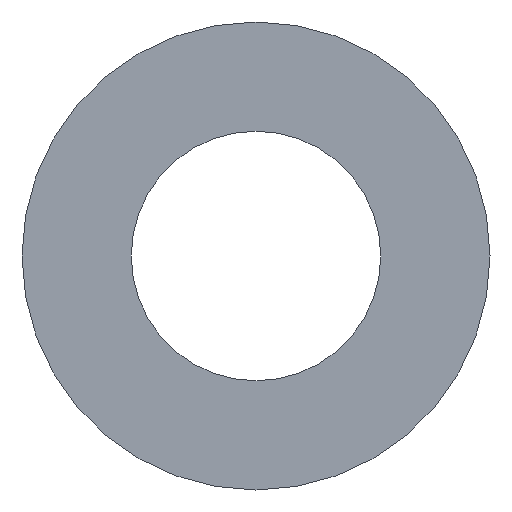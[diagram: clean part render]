
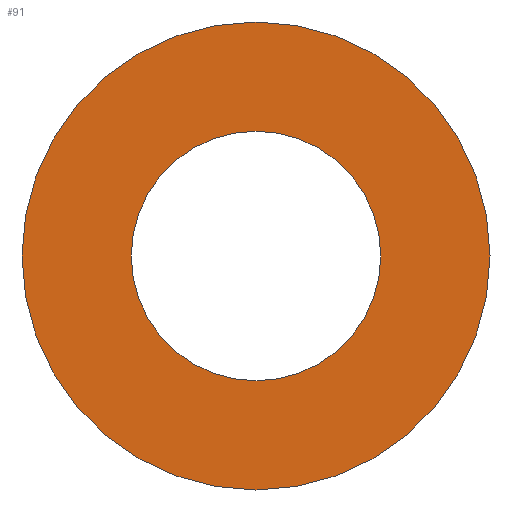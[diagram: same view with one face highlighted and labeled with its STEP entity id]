
A CAD part, left-side view. The second image highlights one B-rep face of the part: STEP entity #91.
In plain terms, the highlighted planar face has unit normal (-1, 0, 0).
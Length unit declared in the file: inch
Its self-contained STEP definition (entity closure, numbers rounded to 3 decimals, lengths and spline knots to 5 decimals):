
#2 = CARTESIAN_POINT ( 'NONE',  ( 0., 0., -0.25 ) ) ;
#20 = DIRECTION ( 'NONE',  ( 0., 0., -1. ) ) ;
#21 = DIRECTION ( 'NONE',  ( 1., 0., 0. ) ) ;
#22 = CARTESIAN_POINT ( 'NONE',  ( 0., 0., 0. ) ) ;
#23 = AXIS2_PLACEMENT_3D ( 'NONE', #22, #21, #20 ) ;
#24 = PLANE ( 'NONE',  #23 ) ;
#25 = FACE_BOUND ( 'NONE', #67, .T. ) ;
#26 = FACE_OUTER_BOUND ( 'NONE', #92, .T. ) ;
#32 = EDGE_CURVE ( 'NONE', #116, #113, #131, .T. ) ;
#33 = ORIENTED_EDGE ( 'NONE', *, *, #32, .F. ) ;
#34 = ORIENTED_EDGE ( 'NONE', *, *, #35, .T. ) ;
#35 = EDGE_CURVE ( 'NONE', #102, #50, #126, .T. ) ;
#38 = CARTESIAN_POINT ( 'NONE',  ( 0., 0., 0. ) ) ;
#49 = EDGE_CURVE ( 'NONE', #50, #102, #143, .T. ) ;
#50 = VERTEX_POINT ( 'NONE', #83 ) ;
#54 = CARTESIAN_POINT ( 'NONE',  ( 0., 0., -0.46875 ) ) ;
#67 = EDGE_LOOP ( 'NONE', ( #105, #34 ) ) ;
#83 = CARTESIAN_POINT ( 'NONE',  ( 0., 0., 0.25 ) ) ;
#91 = ADVANCED_FACE ( 'NONE', ( #26, #25 ), #24, .F. ) ;
#92 = EDGE_LOOP ( 'NONE', ( #33, #104 ) ) ;
#102 = VERTEX_POINT ( 'NONE', #2 ) ;
#104 = ORIENTED_EDGE ( 'NONE', *, *, #115, .F. ) ;
#105 = ORIENTED_EDGE ( 'NONE', *, *, #49, .T. ) ;
#113 = VERTEX_POINT ( 'NONE', #54 ) ;
#115 = EDGE_CURVE ( 'NONE', #113, #116, #139, .T. ) ;
#116 = VERTEX_POINT ( 'NONE', #134 ) ;
#123 = DIRECTION ( 'NONE',  ( 0., 0., -1. ) ) ;
#124 = DIRECTION ( 'NONE',  ( 1., 0., 0. ) ) ;
#125 = AXIS2_PLACEMENT_3D ( 'NONE', #132, #124, #123 ) ;
#126 = CIRCLE ( 'NONE', #125, 0.25 ) ;
#128 = DIRECTION ( 'NONE',  ( 0., 0., -1. ) ) ;
#129 = DIRECTION ( 'NONE',  ( 1., 0., 0. ) ) ;
#130 = AXIS2_PLACEMENT_3D ( 'NONE', #38, #129, #128 ) ;
#131 = CIRCLE ( 'NONE', #130, 0.46875 ) ;
#132 = CARTESIAN_POINT ( 'NONE',  ( 0., 0., 0. ) ) ;
#134 = CARTESIAN_POINT ( 'NONE',  ( 0., 0., 0.46875 ) ) ;
#135 = DIRECTION ( 'NONE',  ( 0., 0., -1. ) ) ;
#136 = DIRECTION ( 'NONE',  ( 1., 0., 0. ) ) ;
#137 = CARTESIAN_POINT ( 'NONE',  ( 0., 0., 0. ) ) ;
#138 = AXIS2_PLACEMENT_3D ( 'NONE', #137, #136, #135 ) ;
#139 = CIRCLE ( 'NONE', #138, 0.46875 ) ;
#140 = DIRECTION ( 'NONE',  ( 0., 0., -1. ) ) ;
#141 = DIRECTION ( 'NONE',  ( 1., 0., 0. ) ) ;
#142 = AXIS2_PLACEMENT_3D ( 'NONE', #148, #141, #140 ) ;
#143 = CIRCLE ( 'NONE', #142, 0.25 ) ;
#148 = CARTESIAN_POINT ( 'NONE',  ( 0., 0., 0. ) ) ;
